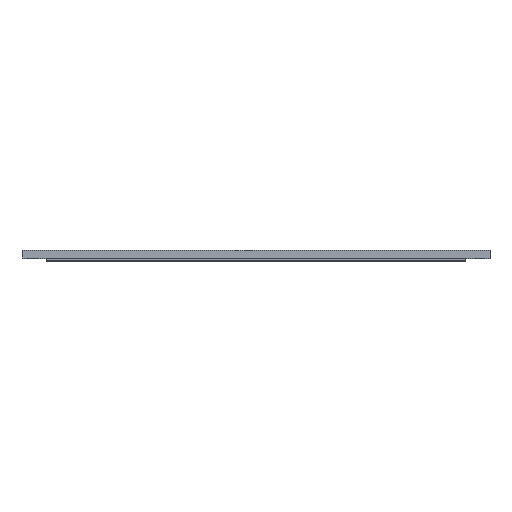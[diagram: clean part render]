
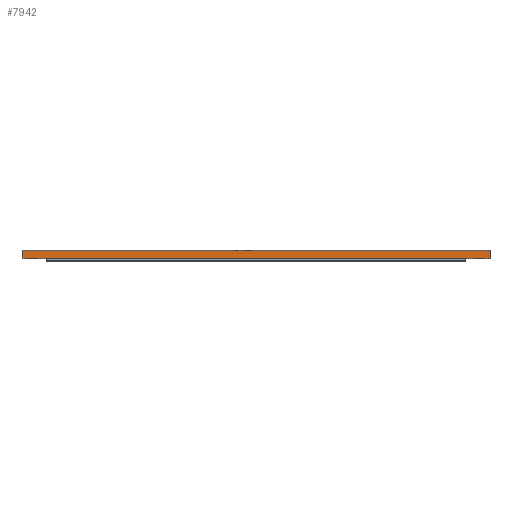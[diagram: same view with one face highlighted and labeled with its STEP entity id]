
A CAD part, top view. The second image highlights one B-rep face of the part: STEP entity #7942.
In plain terms, the highlighted face is planar.
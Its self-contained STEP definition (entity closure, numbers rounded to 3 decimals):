
#498=FACE_OUTER_BOUND('',#949,.T.);
#949=EDGE_LOOP('',(#5908,#5909,#5910,#5911));
#1472=LINE('',#11024,#2491);
#1648=LINE('',#11409,#2667);
#1665=LINE('',#11446,#2684);
#1672=LINE('',#11459,#2691);
#2491=VECTOR('',#8922,10.);
#2667=VECTOR('',#9308,10.);
#2684=VECTOR('',#9331,10.);
#2691=VECTOR('',#9350,10.);
#3508=VERTEX_POINT('',#11022);
#3509=VERTEX_POINT('',#11023);
#3612=VERTEX_POINT('',#11407);
#3613=VERTEX_POINT('',#11408);
#4258=EDGE_CURVE('',#3508,#3509,#1472,.T.);
#4450=EDGE_CURVE('',#3612,#3613,#1648,.T.);
#4469=EDGE_CURVE('',#3613,#3508,#1665,.T.);
#4476=EDGE_CURVE('',#3612,#3509,#1672,.T.);
#5908=ORIENTED_EDGE('',*,*,#4450,.F.);
#5909=ORIENTED_EDGE('',*,*,#4476,.T.);
#5910=ORIENTED_EDGE('',*,*,#4258,.F.);
#5911=ORIENTED_EDGE('',*,*,#4469,.F.);
#7592=PLANE('',#8401);
#7942=ADVANCED_FACE('',(#498),#7592,.T.);
#8401=AXIS2_PLACEMENT_3D('',#11460,#9351,#9352);
#8922=DIRECTION('',(1.,0.,0.));
#9308=DIRECTION('',(-1.,0.,0.));
#9331=DIRECTION('',(0.,0.,-1.));
#9350=DIRECTION('',(0.,0.,-1.));
#9351=DIRECTION('center_axis',(0.,1.,0.));
#9352=DIRECTION('ref_axis',(1.,0.,0.));
#11022=CARTESIAN_POINT('',(-86.3,329.05,-34.6));
#11023=CARTESIAN_POINT('',(86.25,329.05,-34.6));
#11024=CARTESIAN_POINT('',(43.112,329.05,-34.6));
#11407=CARTESIAN_POINT('',(86.25,329.05,-31.8));
#11408=CARTESIAN_POINT('',(-86.3,329.05,-31.8));
#11409=CARTESIAN_POINT('',(43.112,329.05,-31.8));
#11446=CARTESIAN_POINT('',(-86.3,329.05,-31.8));
#11459=CARTESIAN_POINT('',(86.25,329.05,-31.8));
#11460=CARTESIAN_POINT('Origin',(-86.3,329.05,-31.8));
